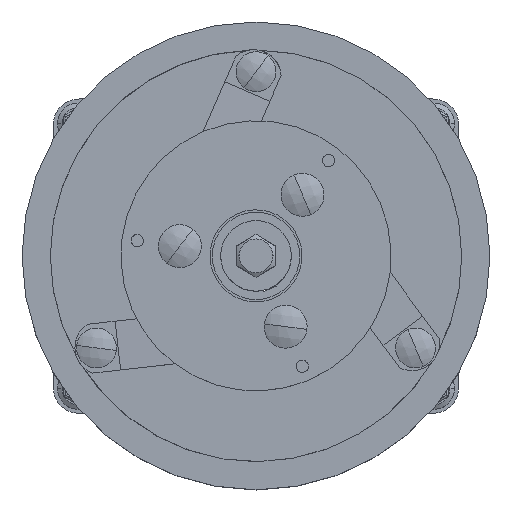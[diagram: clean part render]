
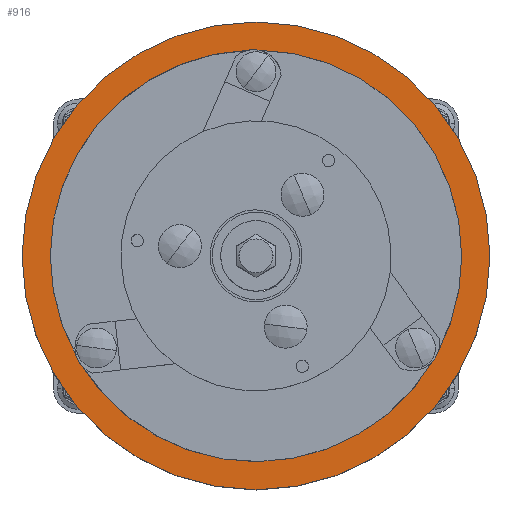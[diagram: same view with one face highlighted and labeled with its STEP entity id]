
A CAD part, top view. The second image highlights one B-rep face of the part: STEP entity #916.
In plain terms, the highlighted planar face has unit normal (0, 0, 1).
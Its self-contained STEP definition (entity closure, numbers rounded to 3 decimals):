
#916 = ADVANCED_FACE ( 'NONE', ( #3386, #9886 ), #6644, .F. ) ;
#1092 = CARTESIAN_POINT ( 'NONE',  ( 0., 76.2, -0.3 ) ) ;
#1137 = VERTEX_POINT ( 'NONE', #17775 ) ;
#1440 = CIRCLE ( 'NONE', #7991, 76.2 ) ;
#1834 = CARTESIAN_POINT ( 'NONE',  ( 76.2, 0., -0.3 ) ) ;
#2223 = CIRCLE ( 'NONE', #16469, 67. ) ;
#2879 = ORIENTED_EDGE ( 'NONE', *, *, #11009, .F. ) ;
#3063 = CIRCLE ( 'NONE', #8396, 76.2 ) ;
#3386 = FACE_OUTER_BOUND ( 'NONE', #5367, .T. ) ;
#3992 = EDGE_LOOP ( 'NONE', ( #11131, #10128 ) ) ;
#5105 = VERTEX_POINT ( 'NONE', #12488 ) ;
#5367 = EDGE_LOOP ( 'NONE', ( #16236, #2879 ) ) ;
#5512 = AXIS2_PLACEMENT_3D ( 'NONE', #8003, #17745, #9391 ) ;
#5524 = DIRECTION ( 'NONE',  ( 0., 0., -1. ) ) ;
#6644 = PLANE ( 'NONE',  #8336 ) ;
#7021 = VERTEX_POINT ( 'NONE', #1834 ) ;
#7187 = DIRECTION ( 'NONE',  ( 0., 0., -1. ) ) ;
#7777 = DIRECTION ( 'NONE',  ( 0., 0., -1. ) ) ;
#7987 = CARTESIAN_POINT ( 'NONE',  ( -76.2, 0., -0.3 ) ) ;
#7991 = AXIS2_PLACEMENT_3D ( 'NONE', #13846, #5524, #15267 ) ;
#8003 = CARTESIAN_POINT ( 'NONE',  ( 0., 0., -0.3 ) ) ;
#8018 = DIRECTION ( 'NONE',  ( -1., 0., 0. ) ) ;
#8336 = AXIS2_PLACEMENT_3D ( 'NONE', #1092, #16402, #8018 ) ;
#8396 = AXIS2_PLACEMENT_3D ( 'NONE', #16167, #7777, #17523 ) ;
#9391 = DIRECTION ( 'NONE',  ( -1., 0., 0. ) ) ;
#9886 = FACE_BOUND ( 'NONE', #3992, .T. ) ;
#10128 = ORIENTED_EDGE ( 'NONE', *, *, #12902, .T. ) ;
#11009 = EDGE_CURVE ( 'NONE', #7021, #15716, #1440, .T. ) ;
#11131 = ORIENTED_EDGE ( 'NONE', *, *, #13237, .T. ) ;
#12488 = CARTESIAN_POINT ( 'NONE',  ( -67., 0., -0.3 ) ) ;
#12902 = EDGE_CURVE ( 'NONE', #1137, #5105, #2223, .T. ) ;
#13237 = EDGE_CURVE ( 'NONE', #5105, #1137, #15514, .T. ) ;
#13846 = CARTESIAN_POINT ( 'NONE',  ( 0., 0., -0.3 ) ) ;
#14448 = EDGE_CURVE ( 'NONE', #15716, #7021, #3063, .T. ) ;
#15267 = DIRECTION ( 'NONE',  ( -1., 0., 0. ) ) ;
#15514 = CIRCLE ( 'NONE', #5512, 67. ) ;
#15561 = CARTESIAN_POINT ( 'NONE',  ( 0., 0., -0.3 ) ) ;
#15716 = VERTEX_POINT ( 'NONE', #7987 ) ;
#16167 = CARTESIAN_POINT ( 'NONE',  ( 0., 0., -0.3 ) ) ;
#16236 = ORIENTED_EDGE ( 'NONE', *, *, #14448, .F. ) ;
#16402 = DIRECTION ( 'NONE',  ( 0., 0., -1. ) ) ;
#16469 = AXIS2_PLACEMENT_3D ( 'NONE', #15561, #7187, #16948 ) ;
#16948 = DIRECTION ( 'NONE',  ( -1., 0., 0. ) ) ;
#17523 = DIRECTION ( 'NONE',  ( -1., 0., 0. ) ) ;
#17745 = DIRECTION ( 'NONE',  ( 0., 0., -1. ) ) ;
#17775 = CARTESIAN_POINT ( 'NONE',  ( 67., 0., -0.3 ) ) ;
